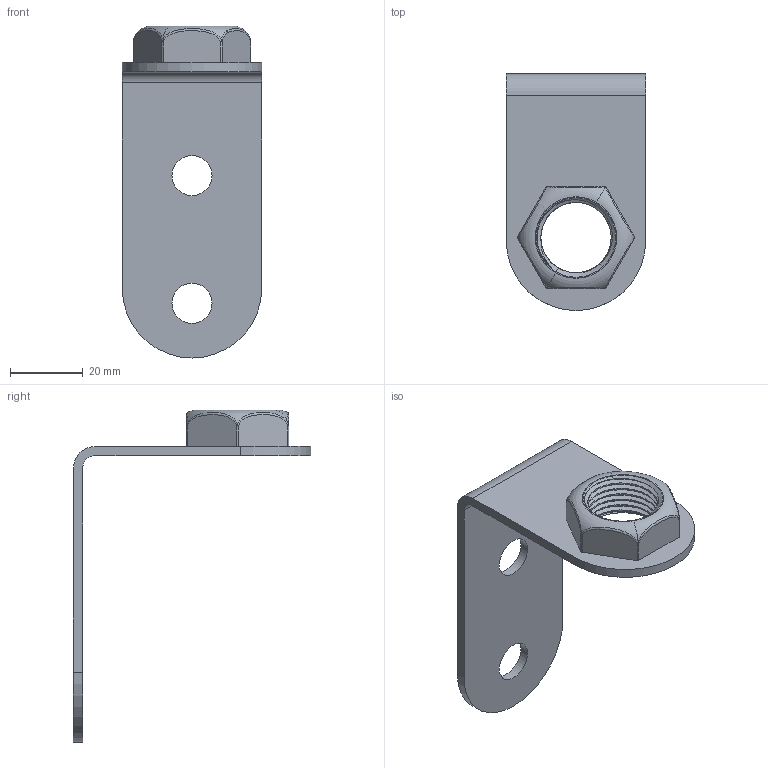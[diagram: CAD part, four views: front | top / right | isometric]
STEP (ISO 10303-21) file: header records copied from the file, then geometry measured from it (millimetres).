
FILE_DESCRIPTION((''),'2;1');
FILE_NAME('209032_ASM','2018-10-30T',('pdmadmin'),('BANNER ENGINEERING'),'CREO PARAMETRIC BY PTC INC, 2016260','CREO PARAMETRIC BY PTC INC, 2016260','');
FILE_SCHEMA(('CONFIG_CONTROL_DESIGN'));
Length unit declared in the file: millimetre
Products named in the file (3): DHUFFORD_PCON_B_; DHUFFORD_WELDNUT; 209032_ASM
Assembly tree (2 placements, depth 2):
  209032_ASM
    DHUFFORD_PCON_B_
    DHUFFORD_WELDNUT
Bounding box: 38.25 x 65 x 91 mm (x, y, z)
Volume: 15238.7 mm3; surface area: 13041.7 mm2
Topology: 2 solids, 2 shells, 78 faces, 189 edges, 116 vertices
Faces by surface type: cylinder 30, bspline 25, plane 15, torus 4, cone 4
Entity records: 5849 total; most frequent: CARTESIAN_POINT 4112, ORIENTED_EDGE 378, DIRECTION 293, EDGE_CURVE 189, VERTEX_POINT 116, AXIS2_PLACEMENT_3D 115, EDGE_LOOP 87, FACE_OUTER_BOUND 78
